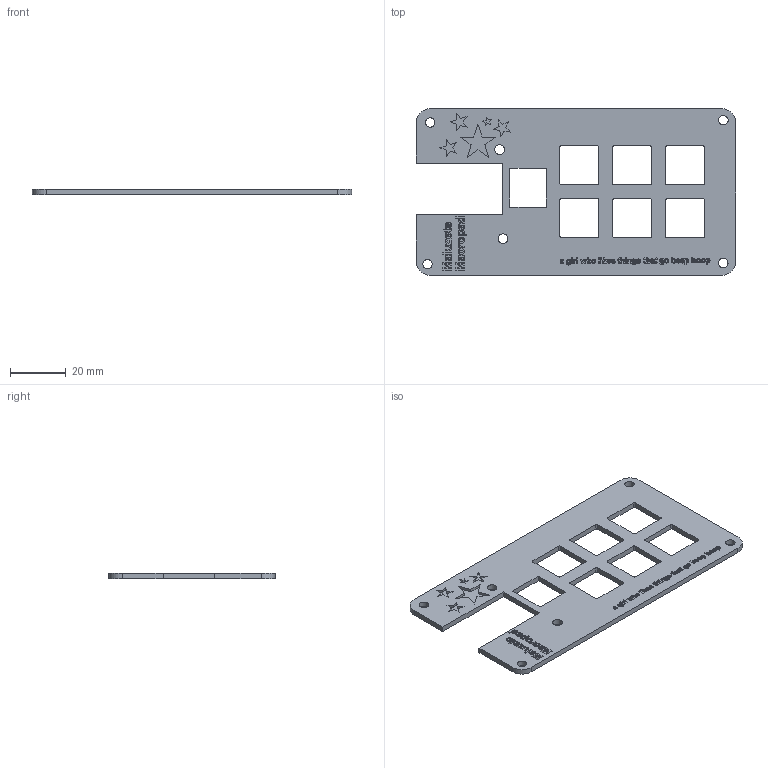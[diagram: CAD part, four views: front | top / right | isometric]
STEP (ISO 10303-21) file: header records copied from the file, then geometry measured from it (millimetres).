
FILE_DESCRIPTION(/* description */ (''),/* implementation_level */ '2;1');
FILE_NAME(/* name */ 'tampamalumacropad.step',/* time_stamp */ '2026-01-24T13:27:07-03:00',/* author */ (''),/* organization */ (''),/* preprocessor_version */ 'ST-DEVELOPER v20.1',/* originating_system */ 'Autodesk Translation Framework v14.21.0.0',/* authorisation */ '');
FILE_SCHEMA (('AUTOMOTIVE_DESIGN { 1 0 10303 214 3 1 1 }'));
Length unit declared in the file: millimetre
Products named in the file (1): 2026-01-20-14-26-16-156
Bounding box: 115 x 60 x 2 mm (x, y, z)
Volume: 9602.6 mm3; surface area: 12085.7 mm2
Topology: 1 solids, 1 shells, 1150 faces, 3201 edges, 2134 vertices
Faces by surface type: bspline 658, plane 458, cylinder 34
Full cylindrical faces by diameter (mm): 3.4 x4, 3.5 x2
Entity records: 42788 total; most frequent: CARTESIAN_POINT 17672, ORIENTED_EDGE 6402, EDGE_CURVE 3201, DIRECTION 2939, VERTEX_POINT 2134, LINE 1817, VECTOR 1817, B_SPLINE_CURVE_WITH_KNOTS 1316
